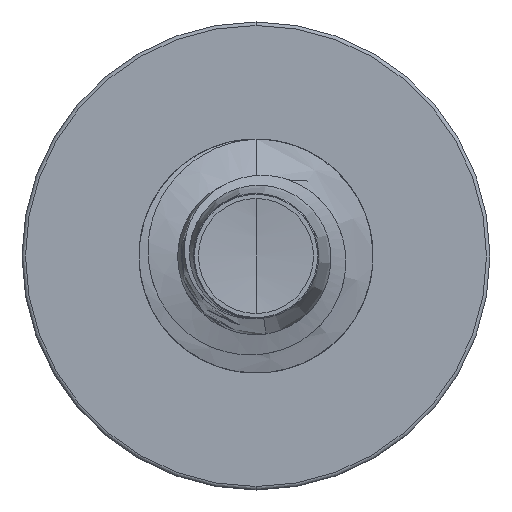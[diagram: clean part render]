
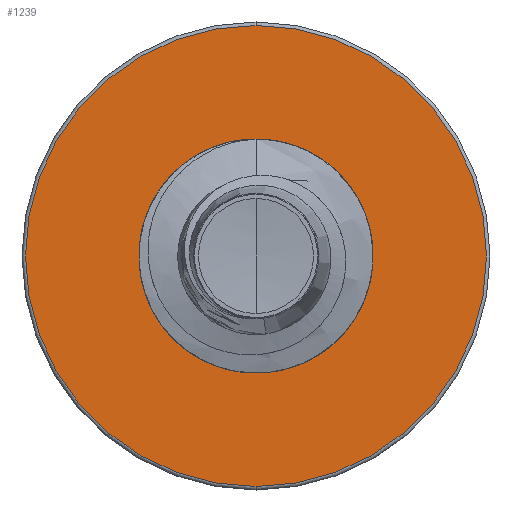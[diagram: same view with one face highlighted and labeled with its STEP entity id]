
A CAD part, front view. The second image highlights one B-rep face of the part: STEP entity #1239.
In plain terms, the highlighted planar face has unit normal (0, -1, 0).
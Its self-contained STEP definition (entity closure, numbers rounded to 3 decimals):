
#443 = CIRCLE ( 'NONE', #17813, 5.91 ) ;
#713 = DIRECTION ( 'NONE',  ( 0., 0., 1. ) ) ;
#758 = DIRECTION ( 'NONE',  ( 0., 1., 0. ) ) ;
#813 = PLANE ( 'NONE',  #25157 ) ;
#889 = CARTESIAN_POINT ( 'NONE',  ( 0., 30., -2.842 ) ) ;
#1239 = ADVANCED_FACE ( 'NONE', ( #27616, #13642 ), #813, .F. ) ;
#2435 = ORIENTED_EDGE ( 'NONE', *, *, #21178, .F. ) ;
#2570 = DIRECTION ( 'NONE',  ( 0., 1., 0. ) ) ;
#3407 = ORIENTED_EDGE ( 'NONE', *, *, #20519, .T. ) ;
#3839 = VERTEX_POINT ( 'NONE', #25665 ) ;
#5362 = CARTESIAN_POINT ( 'NONE',  ( 0., 30., 2.842 ) ) ;
#6264 = EDGE_LOOP ( 'NONE', ( #3407, #11051 ) ) ;
#7430 = CARTESIAN_POINT ( 'NONE',  ( 0., 30., 0. ) ) ;
#10185 = DIRECTION ( 'NONE',  ( 0., 0., 1. ) ) ;
#10986 = VERTEX_POINT ( 'NONE', #5362 ) ;
#11051 = ORIENTED_EDGE ( 'NONE', *, *, #28158, .T. ) ;
#11219 = CARTESIAN_POINT ( 'NONE',  ( 0., 30., 0. ) ) ;
#13329 = CIRCLE ( 'NONE', #26928, 2.842 ) ;
#13451 = VERTEX_POINT ( 'NONE', #17787 ) ;
#13487 = EDGE_LOOP ( 'NONE', ( #2435, #21978 ) ) ;
#13642 = FACE_BOUND ( 'NONE', #6264, .T. ) ;
#13753 = DIRECTION ( 'NONE',  ( 0., 0., 1. ) ) ;
#14761 = DIRECTION ( 'NONE',  ( 0., 1., 0. ) ) ;
#17787 = CARTESIAN_POINT ( 'NONE',  ( 0., 30., -2.842 ) ) ;
#17813 = AXIS2_PLACEMENT_3D ( 'NONE', #26606, #14761, #28401 ) ;
#18194 = CARTESIAN_POINT ( 'NONE',  ( 0., 30., 0. ) ) ;
#19232 = EDGE_CURVE ( 'NONE', #20563, #3839, #29671, .T. ) ;
#20197 = DIRECTION ( 'NONE',  ( 0., 0., 1. ) ) ;
#20519 = EDGE_CURVE ( 'NONE', #10986, #13451, #23132, .T. ) ;
#20563 = VERTEX_POINT ( 'NONE', #23969 ) ;
#21178 = EDGE_CURVE ( 'NONE', #3839, #20563, #443, .T. ) ;
#21978 = ORIENTED_EDGE ( 'NONE', *, *, #19232, .F. ) ;
#23132 = CIRCLE ( 'NONE', #27204, 2.842 ) ;
#23238 = DIRECTION ( 'NONE',  ( 0., 1., 0. ) ) ;
#23969 = CARTESIAN_POINT ( 'NONE',  ( 0., 30., -5.91 ) ) ;
#25157 = AXIS2_PLACEMENT_3D ( 'NONE', #889, #758, #713 ) ;
#25665 = CARTESIAN_POINT ( 'NONE',  ( 0., 30., 5.91 ) ) ;
#25818 = DIRECTION ( 'NONE',  ( 0., 1., 0. ) ) ;
#26606 = CARTESIAN_POINT ( 'NONE',  ( 0., 30., 0. ) ) ;
#26928 = AXIS2_PLACEMENT_3D ( 'NONE', #18194, #2570, #20197 ) ;
#27204 = AXIS2_PLACEMENT_3D ( 'NONE', #11219, #25818, #13753 ) ;
#27616 = FACE_OUTER_BOUND ( 'NONE', #13487, .T. ) ;
#27638 = AXIS2_PLACEMENT_3D ( 'NONE', #7430, #23238, #10185 ) ;
#28158 = EDGE_CURVE ( 'NONE', #13451, #10986, #13329, .T. ) ;
#28401 = DIRECTION ( 'NONE',  ( 0., 0., 1. ) ) ;
#29671 = CIRCLE ( 'NONE', #27638, 5.91 ) ;
